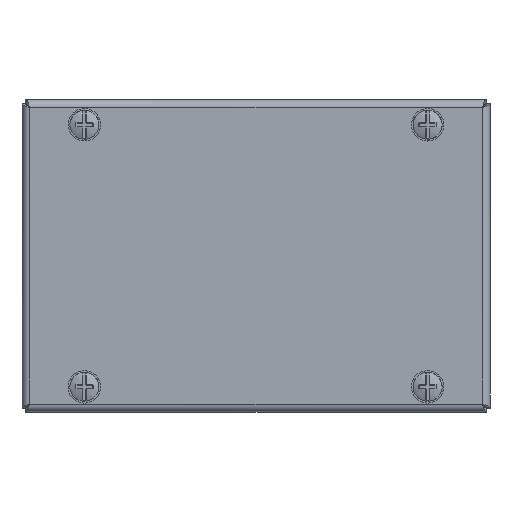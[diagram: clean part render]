
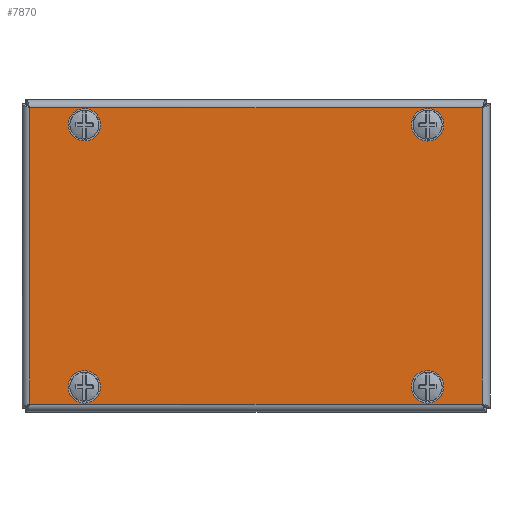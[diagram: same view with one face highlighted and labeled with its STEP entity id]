
A CAD part, top view. The second image highlights one B-rep face of the part: STEP entity #7870.
In plain terms, the highlighted face is planar.
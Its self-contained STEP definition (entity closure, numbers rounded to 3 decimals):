
#536=LINE('',#11642,#1180);
#537=LINE('',#11644,#1181);
#538=LINE('',#11646,#1182);
#539=LINE('',#11647,#1183);
#1180=VECTOR('',#9303,1000.);
#1181=VECTOR('',#9304,1000.);
#1182=VECTOR('',#9305,1000.);
#1183=VECTOR('',#9306,1000.);
#1821=PLANE('',#8432);
#2066=FACE_BOUND('',#2715,.T.);
#2067=FACE_BOUND('',#2716,.T.);
#2068=FACE_BOUND('',#2717,.T.);
#2069=FACE_BOUND('',#2718,.T.);
#2166=FACE_OUTER_BOUND('',#2714,.T.);
#2714=EDGE_LOOP('',(#5455,#5456,#5457,#5458));
#2715=EDGE_LOOP('',(#5459));
#2716=EDGE_LOOP('',(#5460));
#2717=EDGE_LOOP('',(#5461));
#2718=EDGE_LOOP('',(#5462));
#3345=CIRCLE('',#8421,4.);
#3347=CIRCLE('',#8424,4.);
#3349=CIRCLE('',#8427,4.);
#3351=CIRCLE('',#8430,4.);
#3631=VERTEX_POINT('',#11613);
#3633=VERTEX_POINT('',#11618);
#3635=VERTEX_POINT('',#11623);
#3637=VERTEX_POINT('',#11628);
#3642=VERTEX_POINT('',#11640);
#3643=VERTEX_POINT('',#11641);
#3644=VERTEX_POINT('',#11643);
#3645=VERTEX_POINT('',#11645);
#4313=EDGE_CURVE('',#3631,#3631,#3345,.T.);
#4315=EDGE_CURVE('',#3633,#3633,#3347,.T.);
#4317=EDGE_CURVE('',#3635,#3635,#3349,.T.);
#4319=EDGE_CURVE('',#3637,#3637,#3351,.T.);
#4324=EDGE_CURVE('',#3642,#3643,#536,.T.);
#4325=EDGE_CURVE('',#3643,#3644,#537,.T.);
#4326=EDGE_CURVE('',#3644,#3645,#538,.T.);
#4327=EDGE_CURVE('',#3645,#3642,#539,.T.);
#5455=ORIENTED_EDGE('',*,*,#4324,.T.);
#5456=ORIENTED_EDGE('',*,*,#4325,.T.);
#5457=ORIENTED_EDGE('',*,*,#4326,.T.);
#5458=ORIENTED_EDGE('',*,*,#4327,.T.);
#5459=ORIENTED_EDGE('',*,*,#4313,.F.);
#5460=ORIENTED_EDGE('',*,*,#4315,.F.);
#5461=ORIENTED_EDGE('',*,*,#4317,.F.);
#5462=ORIENTED_EDGE('',*,*,#4319,.F.);
#7870=ADVANCED_FACE('',(#2166,#2066,#2067,#2068,#2069),#1821,.F.);
#8421=AXIS2_PLACEMENT_3D('',#11614,#9275,#9276);
#8424=AXIS2_PLACEMENT_3D('',#11619,#9281,#9282);
#8427=AXIS2_PLACEMENT_3D('',#11624,#9287,#9288);
#8430=AXIS2_PLACEMENT_3D('',#11629,#9293,#9294);
#8432=AXIS2_PLACEMENT_3D('',#11639,#9301,#9302);
#9275=DIRECTION('center_axis',(0.,0.,-1.));
#9276=DIRECTION('ref_axis',(1.,0.,0.));
#9281=DIRECTION('center_axis',(0.,0.,-1.));
#9282=DIRECTION('ref_axis',(-1.,0.,0.));
#9287=DIRECTION('center_axis',(0.,0.,-1.));
#9288=DIRECTION('ref_axis',(1.,0.,0.));
#9293=DIRECTION('center_axis',(0.,0.,-1.));
#9294=DIRECTION('ref_axis',(-1.,0.,0.));
#9301=DIRECTION('center_axis',(0.,0.,1.));
#9302=DIRECTION('ref_axis',(1.,0.,0.));
#9303=DIRECTION('',(-1.,0.,0.));
#9304=DIRECTION('',(0.,1.,0.));
#9305=DIRECTION('',(1.,0.,0.));
#9306=DIRECTION('',(0.,-1.,0.));
#11613=CARTESIAN_POINT('',(51.,-42.,0.));
#11614=CARTESIAN_POINT('Origin',(55.,-42.,0.));
#11618=CARTESIAN_POINT('',(-59.,-42.,0.));
#11619=CARTESIAN_POINT('Origin',(-55.,-42.,0.));
#11623=CARTESIAN_POINT('',(-59.,42.,0.));
#11624=CARTESIAN_POINT('Origin',(-55.,42.,0.));
#11628=CARTESIAN_POINT('',(51.,42.,0.));
#11629=CARTESIAN_POINT('Origin',(55.,42.,0.));
#11639=CARTESIAN_POINT('Origin',(-75.,50.,0.));
#11640=CARTESIAN_POINT('',(72.5,-47.5,0.));
#11641=CARTESIAN_POINT('',(-72.5,-47.5,0.));
#11642=CARTESIAN_POINT('',(73.743,-47.5,0.));
#11643=CARTESIAN_POINT('',(-72.5,47.5,0.));
#11644=CARTESIAN_POINT('',(-72.5,-48.743,0.));
#11645=CARTESIAN_POINT('',(72.5,47.5,0.));
#11646=CARTESIAN_POINT('',(-73.743,47.5,0.));
#11647=CARTESIAN_POINT('',(72.5,48.743,0.));
